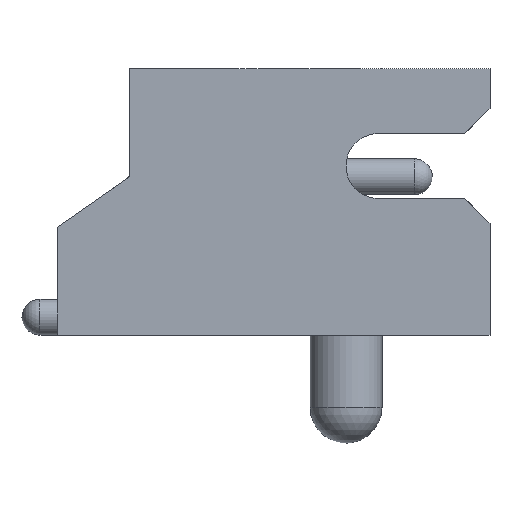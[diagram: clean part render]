
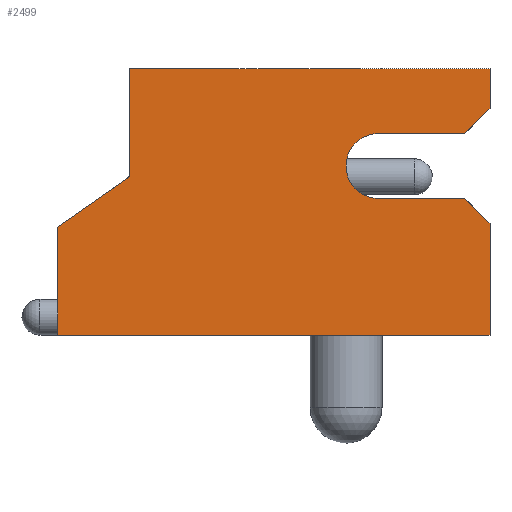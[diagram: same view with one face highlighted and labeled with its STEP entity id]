
A CAD part, front view. The second image highlights one B-rep face of the part: STEP entity #2499.
In plain terms, the highlighted planar face has unit normal (0, -1, 0).
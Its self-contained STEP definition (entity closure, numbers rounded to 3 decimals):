
#50=PLANE('',#2753);
#217=FACE_OUTER_BOUND('',#354,.T.);
#354=EDGE_LOOP('',(#1955,#1956,#1957,#1958,#1959,#1960,#1961,#1962,#1963,
#1964,#1965,#1966));
#489=LINE('',#4047,#739);
#500=LINE('',#4084,#750);
#510=LINE('',#4104,#760);
#520=LINE('',#4125,#770);
#523=LINE('',#4131,#773);
#531=LINE('',#4149,#781);
#532=LINE('',#4150,#782);
#533=LINE('',#4152,#783);
#534=LINE('',#4154,#784);
#535=LINE('',#4156,#785);
#536=LINE('',#4157,#786);
#739=VECTOR('',#3185,10.);
#750=VECTOR('',#3218,10.);
#760=VECTOR('',#3234,10.);
#770=VECTOR('',#3248,10.);
#773=VECTOR('',#3253,10.);
#781=VECTOR('',#3273,10.);
#782=VECTOR('',#3274,10.);
#783=VECTOR('',#3275,10.);
#784=VECTOR('',#3276,10.);
#785=VECTOR('',#3277,10.);
#786=VECTOR('',#3278,10.);
#1030=CIRCLE('',#2750,0.45);
#1139=VERTEX_POINT('',#4044);
#1140=VERTEX_POINT('',#4046);
#1154=VERTEX_POINT('',#4081);
#1155=VERTEX_POINT('',#4083);
#1162=VERTEX_POINT('',#4103);
#1170=VERTEX_POINT('',#4122);
#1171=VERTEX_POINT('',#4124);
#1173=VERTEX_POINT('',#4130);
#1177=VERTEX_POINT('',#4148);
#1178=VERTEX_POINT('',#4151);
#1179=VERTEX_POINT('',#4153);
#1180=VERTEX_POINT('',#4155);
#1421=EDGE_CURVE('',#1140,#1139,#489,.T.);
#1438=EDGE_CURVE('',#1155,#1154,#500,.T.);
#1448=EDGE_CURVE('',#1162,#1155,#510,.T.);
#1458=EDGE_CURVE('',#1171,#1170,#520,.T.);
#1461=EDGE_CURVE('',#1173,#1171,#523,.T.);
#1464=EDGE_CURVE('',#1154,#1173,#1030,.T.);
#1471=EDGE_CURVE('',#1177,#1170,#531,.T.);
#1472=EDGE_CURVE('',#1140,#1177,#532,.T.);
#1473=EDGE_CURVE('',#1139,#1178,#533,.T.);
#1474=EDGE_CURVE('',#1178,#1179,#534,.T.);
#1475=EDGE_CURVE('',#1179,#1180,#535,.T.);
#1476=EDGE_CURVE('',#1162,#1180,#536,.T.);
#1955=ORIENTED_EDGE('',*,*,#1448,.T.);
#1956=ORIENTED_EDGE('',*,*,#1438,.T.);
#1957=ORIENTED_EDGE('',*,*,#1464,.T.);
#1958=ORIENTED_EDGE('',*,*,#1461,.T.);
#1959=ORIENTED_EDGE('',*,*,#1458,.T.);
#1960=ORIENTED_EDGE('',*,*,#1471,.F.);
#1961=ORIENTED_EDGE('',*,*,#1472,.F.);
#1962=ORIENTED_EDGE('',*,*,#1421,.T.);
#1963=ORIENTED_EDGE('',*,*,#1473,.T.);
#1964=ORIENTED_EDGE('',*,*,#1474,.T.);
#1965=ORIENTED_EDGE('',*,*,#1475,.T.);
#1966=ORIENTED_EDGE('',*,*,#1476,.F.);
#2499=ADVANCED_FACE('',(#217),#50,.T.);
#2750=AXIS2_PLACEMENT_3D('',#4135,#3259,#3260);
#2753=AXIS2_PLACEMENT_3D('',#4147,#3271,#3272);
#3185=DIRECTION('',(0.,0.,-1.));
#3218=DIRECTION('',(-1.,0.,0.));
#3234=DIRECTION('',(-0.707,0.,0.707));
#3248=DIRECTION('',(0.707,0.,0.707));
#3253=DIRECTION('',(1.,0.,0.));
#3259=DIRECTION('center_axis',(0.,1.,0.));
#3260=DIRECTION('ref_axis',(0.,0.,1.));
#3271=DIRECTION('center_axis',(0.,-1.,0.));
#3272=DIRECTION('ref_axis',(0.,0.,-1.));
#3273=DIRECTION('',(0.,0.,-1.));
#3274=DIRECTION('',(1.,0.,0.));
#3275=DIRECTION('',(-0.819,0.,-0.573));
#3276=DIRECTION('',(0.,0.,-1.));
#3277=DIRECTION('',(1.,0.,0.));
#3278=DIRECTION('',(0.,0.,-1.));
#4044=CARTESIAN_POINT('',(-3.,-0.6,2.2));
#4046=CARTESIAN_POINT('',(-3.,-0.6,3.7));
#4047=CARTESIAN_POINT('',(-3.,-0.6,3.7));
#4081=CARTESIAN_POINT('',(0.45,-0.6,1.9));
#4083=CARTESIAN_POINT('',(1.65,-0.6,1.9));
#4084=CARTESIAN_POINT('',(-0.675,-0.6,1.9));
#4103=CARTESIAN_POINT('',(2.,-0.6,1.55));
#4104=CARTESIAN_POINT('',(0.213,-0.6,3.338));
#4122=CARTESIAN_POINT('',(2.,-0.6,3.15));
#4124=CARTESIAN_POINT('',(1.65,-0.6,2.8));
#4125=CARTESIAN_POINT('',(0.713,-0.6,1.863));
#4130=CARTESIAN_POINT('',(0.45,-0.6,2.8));
#4131=CARTESIAN_POINT('',(-1.275,-0.6,2.8));
#4135=CARTESIAN_POINT('Origin',(0.45,-0.6,2.35));
#4147=CARTESIAN_POINT('Origin',(-3.,-0.6,3.7));
#4148=CARTESIAN_POINT('',(2.,-0.6,3.7));
#4149=CARTESIAN_POINT('',(2.,-0.6,3.7));
#4150=CARTESIAN_POINT('',(-3.,-0.6,3.7));
#4151=CARTESIAN_POINT('',(-4.,-0.6,1.5));
#4152=CARTESIAN_POINT('',(-3.,-0.6,2.2));
#4153=CARTESIAN_POINT('',(-4.,-0.6,0.));
#4154=CARTESIAN_POINT('',(-4.,-0.6,1.5));
#4155=CARTESIAN_POINT('',(2.,-0.6,0.));
#4156=CARTESIAN_POINT('',(-3.,-0.6,0.));
#4157=CARTESIAN_POINT('',(2.,-0.6,3.7));
